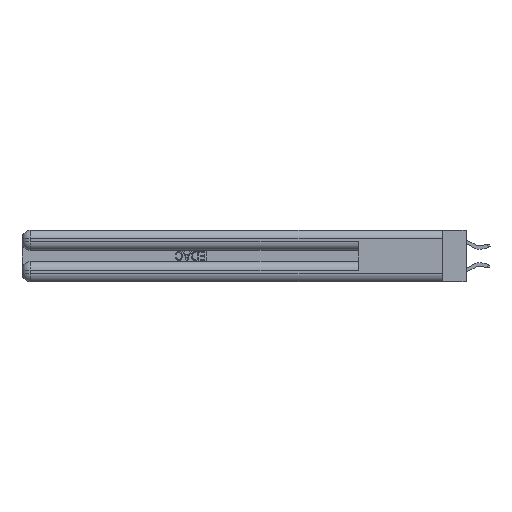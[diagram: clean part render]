
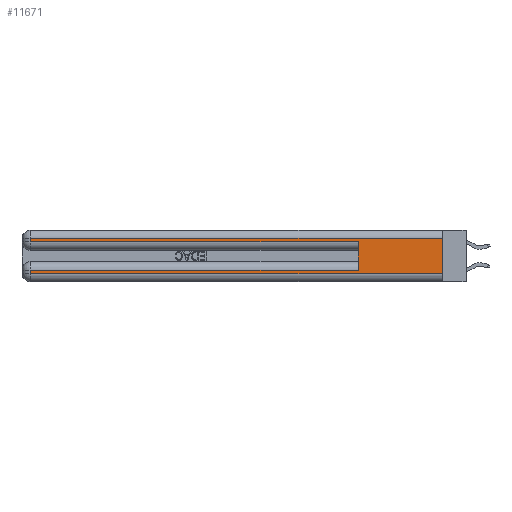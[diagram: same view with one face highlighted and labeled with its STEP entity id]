
A CAD part, left-side view. The second image highlights one B-rep face of the part: STEP entity #11671.
In plain terms, the highlighted planar face has unit normal (-1, 0, 0).
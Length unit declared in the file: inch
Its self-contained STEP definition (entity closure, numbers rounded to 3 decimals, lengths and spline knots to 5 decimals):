
#96 = LINE ( 'NONE', #9120, #18887 ) ;
#1454 = LINE ( 'NONE', #23639, #14273 ) ;
#1488 = DIRECTION ( 'NONE',  ( 0., 0., -1. ) ) ;
#1774 = VERTEX_POINT ( 'NONE', #2581 ) ;
#2581 = CARTESIAN_POINT ( 'NONE',  ( 0., 2.94, 0.31 ) ) ;
#4040 = EDGE_CURVE ( 'NONE', #1774, #14541, #96, .T. ) ;
#5047 = LINE ( 'NONE', #14010, #18577 ) ;
#6127 = VECTOR ( 'NONE', #6694, 39.37008 ) ;
#6318 = DIRECTION ( 'NONE',  ( 0., 1., 0. ) ) ;
#6402 = VERTEX_POINT ( 'NONE', #11533 ) ;
#6694 = DIRECTION ( 'NONE',  ( 0., -1., 0. ) ) ;
#7441 = DIRECTION ( 'NONE',  ( 0., -1., 0. ) ) ;
#7641 = ORIENTED_EDGE ( 'NONE', *, *, #16488, .T. ) ;
#8167 = VECTOR ( 'NONE', #16443, 39.37008 ) ;
#8272 = CARTESIAN_POINT ( 'NONE',  ( 0., 0., 0.37 ) ) ;
#8530 = EDGE_CURVE ( 'NONE', #10044, #9237, #23358, .T. ) ;
#8636 = CARTESIAN_POINT ( 'NONE',  ( 0., 0.6, 0.145 ) ) ;
#8976 = LINE ( 'NONE', #13885, #8167 ) ;
#9120 = CARTESIAN_POINT ( 'NONE',  ( 0., 2.94, 0.37 ) ) ;
#9237 = VERTEX_POINT ( 'NONE', #26910 ) ;
#9619 = LINE ( 'NONE', #8636, #22344 ) ;
#9838 = VECTOR ( 'NONE', #14195, 39.37008 ) ;
#9894 = CARTESIAN_POINT ( 'NONE',  ( 0., 0., 0.06 ) ) ;
#10044 = VERTEX_POINT ( 'NONE', #30229 ) ;
#10831 = DIRECTION ( 'NONE',  ( 1., 0., 0. ) ) ;
#10968 = DIRECTION ( 'NONE',  ( 0., 0., -1. ) ) ;
#11187 = DIRECTION ( 'NONE',  ( 0., 0., 1. ) ) ;
#11533 = CARTESIAN_POINT ( 'NONE',  ( 0., 2.94, 0.085 ) ) ;
#11617 = CARTESIAN_POINT ( 'NONE',  ( 0., 0., 0.37 ) ) ;
#11671 = ADVANCED_FACE ( 'NONE', ( #16810 ), #26045, .F. ) ;
#11679 = ORIENTED_EDGE ( 'NONE', *, *, #14901, .T. ) ;
#12003 = CARTESIAN_POINT ( 'NONE',  ( 0., 2.94, 0.285 ) ) ;
#12916 = LINE ( 'NONE', #26929, #6127 ) ;
#13885 = CARTESIAN_POINT ( 'NONE',  ( 0., 0., 0.085 ) ) ;
#14010 = CARTESIAN_POINT ( 'NONE',  ( 0., 0., 0.31 ) ) ;
#14195 = DIRECTION ( 'NONE',  ( 0., 0., -1. ) ) ;
#14273 = VECTOR ( 'NONE', #10968, 39.37008 ) ;
#14541 = VERTEX_POINT ( 'NONE', #12003 ) ;
#14668 = CARTESIAN_POINT ( 'NONE',  ( 0., 0.6, 0.085 ) ) ;
#14901 = EDGE_CURVE ( 'NONE', #6402, #21895, #1454, .T. ) ;
#15427 = CARTESIAN_POINT ( 'NONE',  ( 0., 2.94, 0.06 ) ) ;
#16443 = DIRECTION ( 'NONE',  ( 0., 1., 0. ) ) ;
#16488 = EDGE_CURVE ( 'NONE', #21895, #9237, #23703, .T. ) ;
#16810 = FACE_OUTER_BOUND ( 'NONE', #26321, .T. ) ;
#16961 = VECTOR ( 'NONE', #7441, 39.37008 ) ;
#18577 = VECTOR ( 'NONE', #6318, 39.37008 ) ;
#18887 = VECTOR ( 'NONE', #1488, 39.37008 ) ;
#19259 = CARTESIAN_POINT ( 'NONE',  ( 0., 0.6, 0.285 ) ) ;
#20068 = EDGE_CURVE ( 'NONE', #10044, #1774, #5047, .T. ) ;
#21369 = ORIENTED_EDGE ( 'NONE', *, *, #24205, .F. ) ;
#21506 = ORIENTED_EDGE ( 'NONE', *, *, #4040, .T. ) ;
#21538 = ORIENTED_EDGE ( 'NONE', *, *, #8530, .F. ) ;
#21895 = VERTEX_POINT ( 'NONE', #15427 ) ;
#22109 = EDGE_CURVE ( 'NONE', #30967, #6402, #8976, .T. ) ;
#22344 = VECTOR ( 'NONE', #11187, 39.37008 ) ;
#22537 = ORIENTED_EDGE ( 'NONE', *, *, #20068, .T. ) ;
#22791 = ORIENTED_EDGE ( 'NONE', *, *, #22109, .T. ) ;
#22886 = EDGE_CURVE ( 'NONE', #14541, #32078, #12916, .T. ) ;
#23358 = LINE ( 'NONE', #11617, #9838 ) ;
#23639 = CARTESIAN_POINT ( 'NONE',  ( 0., 2.94, 0.37 ) ) ;
#23703 = LINE ( 'NONE', #9894, #16961 ) ;
#24205 = EDGE_CURVE ( 'NONE', #30967, #32078, #9619, .T. ) ;
#26045 = PLANE ( 'NONE',  #31032 ) ;
#26321 = EDGE_LOOP ( 'NONE', ( #21538, #22537, #21506, #26986, #21369, #22791, #11679, #7641 ) ) ;
#26910 = CARTESIAN_POINT ( 'NONE',  ( 0., 0., 0.06 ) ) ;
#26929 = CARTESIAN_POINT ( 'NONE',  ( 0., 0., 0.285 ) ) ;
#26986 = ORIENTED_EDGE ( 'NONE', *, *, #22886, .T. ) ;
#28572 = DIRECTION ( 'NONE',  ( 0., 0., -1. ) ) ;
#30229 = CARTESIAN_POINT ( 'NONE',  ( 0., 0., 0.31 ) ) ;
#30967 = VERTEX_POINT ( 'NONE', #14668 ) ;
#31032 = AXIS2_PLACEMENT_3D ( 'NONE', #8272, #10831, #28572 ) ;
#32078 = VERTEX_POINT ( 'NONE', #19259 ) ;
